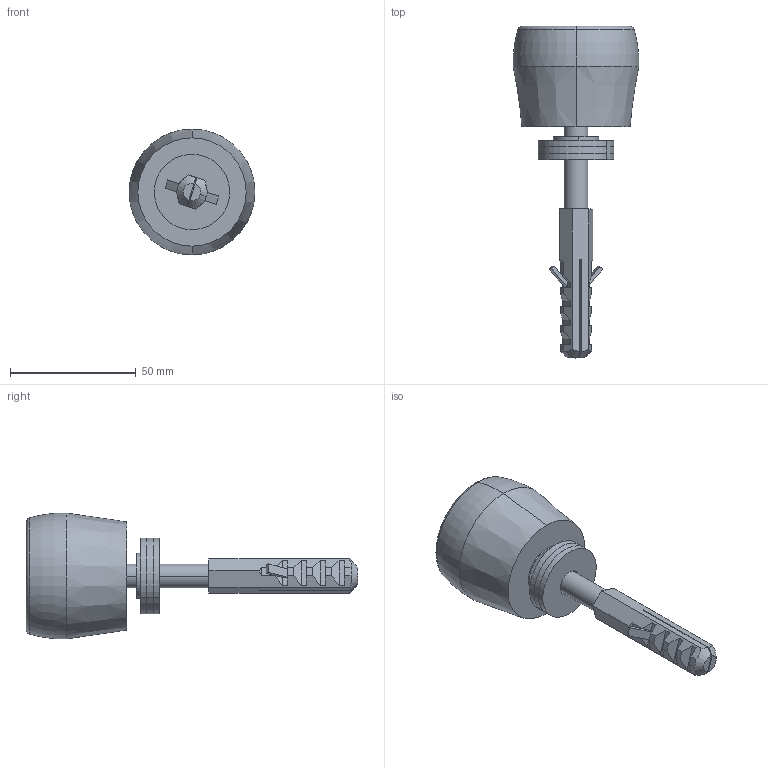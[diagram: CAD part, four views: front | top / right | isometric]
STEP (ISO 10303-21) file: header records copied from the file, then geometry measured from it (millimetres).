
FILE_DESCRIPTION (( 'STEP AP214' ), '1' );
FILE_NAME ('1.35.N58.STEP', '2019-03-15T14:48:33', ( '' ), ( '' ), 'SwSTEP 2.0', 'SolidWorks 2018', '' );
FILE_SCHEMA (( 'AUTOMOTIVE_DESIGN' ));
Length unit declared in the file: millimetre
Products named in the file (7): plain washer small grade a_din_Washer DIN 433 - 10.5; 1.35.N58; a.dagresOUPA D12; plain washer large_din_Washer DIN 9021 - 10.5; din 97 10x100; 2.38.X09.49E; 1.786
Assembly tree (8 placements, depth 2):
  1.35.N58
    1.786
    2.38.X09.49E
    plain washer small grade a_din_Washer DIN 433 - 10.5
    plain washer large_din_Washer DIN 9021 - 10.5  x3
    din 97 10x100
    a.dagresOUPA D12
Bounding box: 50 x 131.88 x 50 mm (x, y, z)
Volume: 80548.8 mm3; surface area: 27811.3 mm2
Topology: 8 solids, 8 shells, 126 faces, 313 edges, 201 vertices
Faces by surface type: plane 81, cylinder 26, cone 15, torus 4
Entity records: 3819 total; most frequent: CARTESIAN_POINT 752, DIRECTION 583, ORIENTED_EDGE 574, EDGE_CURVE 287, VECTOR 195, LINE 195, AXIS2_PLACEMENT_3D 194, VERTEX_POINT 185
